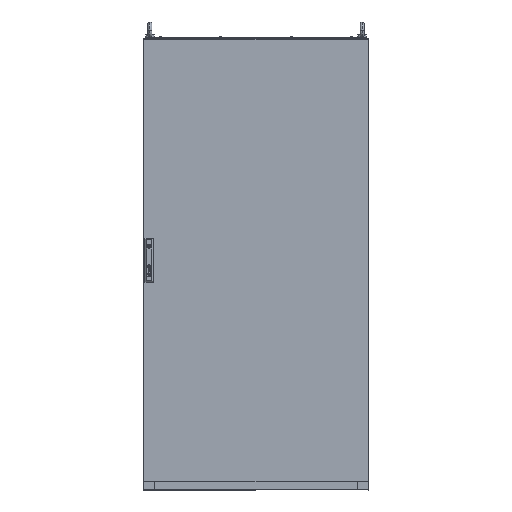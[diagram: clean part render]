
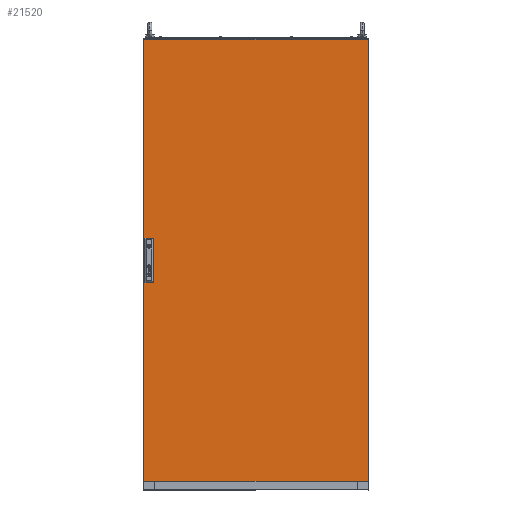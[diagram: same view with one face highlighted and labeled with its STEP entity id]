
A CAD part, top view. The second image highlights one B-rep face of the part: STEP entity #21520.
In plain terms, the highlighted planar face has unit normal (0, 0, 1).
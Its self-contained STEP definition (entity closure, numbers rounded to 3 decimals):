
#1383 = ORIENTED_EDGE ( 'NONE', *, *, #11856, .T. ) ;
#2720 = VECTOR ( 'NONE', #8668, 1000. ) ;
#3708 = EDGE_CURVE ( 'NONE', #31062, #42591, #143388, .T. ) ;
#3762 = ORIENTED_EDGE ( 'NONE', *, *, #92177, .F. ) ;
#4514 = CARTESIAN_POINT ( 'NONE',  ( -397., 797., 0. ) ) ;
#7529 = CARTESIAN_POINT ( 'NONE',  ( -365.7, 38.5, 0. ) ) ;
#8506 = FACE_OUTER_BOUND ( 'NONE', #154028, .T. ) ;
#8668 = DIRECTION ( 'NONE',  ( -1., 0., 0. ) ) ;
#8684 = LINE ( 'NONE', #72310, #161488 ) ;
#11856 = EDGE_CURVE ( 'NONE', #105674, #94772, #8684, .T. ) ;
#13452 = DIRECTION ( 'NONE',  ( 0., 1., 0. ) ) ;
#13456 = LINE ( 'NONE', #63228, #122395 ) ;
#14958 = CARTESIAN_POINT ( 'NONE',  ( -365.7, -61.5, 0. ) ) ;
#18237 = LINE ( 'NONE', #7529, #69763 ) ;
#20199 = VECTOR ( 'NONE', #109851, 1000. ) ;
#20961 = CARTESIAN_POINT ( 'NONE',  ( -365.7, 88.5, 0. ) ) ;
#21520 = ADVANCED_FACE ( 'NONE', ( #60710, #120359, #8506 ), #46076, .T. ) ;
#21899 = CARTESIAN_POINT ( 'NONE',  ( -365.7, -11.5, 0. ) ) ;
#22225 = ORIENTED_EDGE ( 'NONE', *, *, #149702, .F. ) ;
#22399 = VERTEX_POINT ( 'NONE', #46795 ) ;
#23428 = VERTEX_POINT ( 'NONE', #71057 ) ;
#26503 = LINE ( 'NONE', #49374, #62001 ) ;
#26512 = LINE ( 'NONE', #37974, #138211 ) ;
#26940 = CARTESIAN_POINT ( 'NONE',  ( -390.7, -61.5, 0. ) ) ;
#27809 = EDGE_CURVE ( 'NONE', #95758, #31062, #37983, .T. ) ;
#31062 = VERTEX_POINT ( 'NONE', #53794 ) ;
#37458 = VECTOR ( 'NONE', #101538, 1000. ) ;
#37966 = DIRECTION ( 'NONE',  ( 0., -1., 0. ) ) ;
#37974 = CARTESIAN_POINT ( 'NONE',  ( -365.7, -61.5, 0. ) ) ;
#37983 = LINE ( 'NONE', #40404, #113889 ) ;
#40281 = VECTOR ( 'NONE', #134526, 1000. ) ;
#40404 = CARTESIAN_POINT ( 'NONE',  ( -365.7, 38.5, 0. ) ) ;
#42591 = VERTEX_POINT ( 'NONE', #91375 ) ;
#45877 = AXIS2_PLACEMENT_3D ( 'NONE', #59111, #147259, #83687 ) ;
#46076 = PLANE ( 'NONE',  #45877 ) ;
#46795 = CARTESIAN_POINT ( 'NONE',  ( -390.7, -11.5, 0. ) ) ;
#48772 = ORIENTED_EDGE ( 'NONE', *, *, #111167, .T. ) ;
#49374 = CARTESIAN_POINT ( 'NONE',  ( -390.7, 38.5, 0. ) ) ;
#51699 = LINE ( 'NONE', #61535, #37458 ) ;
#52144 = VERTEX_POINT ( 'NONE', #26940 ) ;
#53794 = CARTESIAN_POINT ( 'NONE',  ( -365.7, 88.5, 0. ) ) ;
#54117 = ORIENTED_EDGE ( 'NONE', *, *, #3708, .F. ) ;
#54903 = CARTESIAN_POINT ( 'NONE',  ( -397., -770., 0. ) ) ;
#59111 = CARTESIAN_POINT ( 'NONE',  ( 0., 0., 0. ) ) ;
#60179 = VERTEX_POINT ( 'NONE', #131068 ) ;
#60237 = CARTESIAN_POINT ( 'NONE',  ( -365.7, -11.5, 0. ) ) ;
#60330 = ORIENTED_EDGE ( 'NONE', *, *, #92913, .T. ) ;
#60710 = FACE_BOUND ( 'NONE', #71095, .T. ) ;
#61535 = CARTESIAN_POINT ( 'NONE',  ( -397., 797., 0. ) ) ;
#62001 = VECTOR ( 'NONE', #37966, 1000. ) ;
#63228 = CARTESIAN_POINT ( 'NONE',  ( -397., 797., 0. ) ) ;
#67835 = CARTESIAN_POINT ( 'NONE',  ( -365.7, 38.5, 0. ) ) ;
#68712 = ORIENTED_EDGE ( 'NONE', *, *, #70687, .T. ) ;
#69346 = VERTEX_POINT ( 'NONE', #4514 ) ;
#69763 = VECTOR ( 'NONE', #132455, 1000. ) ;
#70687 = EDGE_CURVE ( 'NONE', #69346, #105674, #51699, .T. ) ;
#71057 = CARTESIAN_POINT ( 'NONE',  ( 397., 797., 0. ) ) ;
#71095 = EDGE_LOOP ( 'NONE', ( #3762, #54117, #92802, #80707 ) ) ;
#72310 = CARTESIAN_POINT ( 'NONE',  ( -397., -770., 0. ) ) ;
#78678 = LINE ( 'NONE', #117807, #121099 ) ;
#78897 = EDGE_CURVE ( 'NONE', #22399, #52144, #78678, .T. ) ;
#80310 = ORIENTED_EDGE ( 'NONE', *, *, #139778, .F. ) ;
#80707 = ORIENTED_EDGE ( 'NONE', *, *, #81804, .F. ) ;
#80730 = VERTEX_POINT ( 'NONE', #14958 ) ;
#81804 = EDGE_CURVE ( 'NONE', #60179, #95758, #18237, .T. ) ;
#82488 = CARTESIAN_POINT ( 'NONE',  ( 397., 797., 0. ) ) ;
#82618 = EDGE_LOOP ( 'NONE', ( #131355, #152749, #22225, #80310 ) ) ;
#83303 = DIRECTION ( 'NONE',  ( 0., 1., 0. ) ) ;
#83687 = DIRECTION ( 'NONE',  ( 1., 0., 0. ) ) ;
#86398 = LINE ( 'NONE', #60237, #40281 ) ;
#91005 = DIRECTION ( 'NONE',  ( 0., -1., 0. ) ) ;
#91375 = CARTESIAN_POINT ( 'NONE',  ( -390.7, 88.5, 0. ) ) ;
#92177 = EDGE_CURVE ( 'NONE', #42591, #60179, #26503, .T. ) ;
#92802 = ORIENTED_EDGE ( 'NONE', *, *, #27809, .F. ) ;
#92913 = EDGE_CURVE ( 'NONE', #23428, #69346, #13456, .T. ) ;
#94772 = VERTEX_POINT ( 'NONE', #118657 ) ;
#95204 = LINE ( 'NONE', #96804, #20199 ) ;
#95758 = VERTEX_POINT ( 'NONE', #67835 ) ;
#96804 = CARTESIAN_POINT ( 'NONE',  ( -365.7, -61.5, 0. ) ) ;
#100775 = DIRECTION ( 'NONE',  ( 0., 1., 0. ) ) ;
#101046 = EDGE_CURVE ( 'NONE', #101077, #22399, #86398, .T. ) ;
#101077 = VERTEX_POINT ( 'NONE', #21899 ) ;
#101538 = DIRECTION ( 'NONE',  ( 0., -1., 0. ) ) ;
#105674 = VERTEX_POINT ( 'NONE', #54903 ) ;
#107528 = DIRECTION ( 'NONE',  ( 1., 0., 0. ) ) ;
#109851 = DIRECTION ( 'NONE',  ( 1., 0., 0. ) ) ;
#111167 = EDGE_CURVE ( 'NONE', #94772, #23428, #144429, .T. ) ;
#113045 = DIRECTION ( 'NONE',  ( -1., 0., 0. ) ) ;
#113889 = VECTOR ( 'NONE', #13452, 1000. ) ;
#117807 = CARTESIAN_POINT ( 'NONE',  ( -390.7, -61.5, 0. ) ) ;
#118657 = CARTESIAN_POINT ( 'NONE',  ( 397., -770., 0. ) ) ;
#120359 = FACE_BOUND ( 'NONE', #82618, .T. ) ;
#121099 = VECTOR ( 'NONE', #91005, 1000. ) ;
#122395 = VECTOR ( 'NONE', #113045, 1000. ) ;
#131068 = CARTESIAN_POINT ( 'NONE',  ( -390.7, 38.5, 0. ) ) ;
#131355 = ORIENTED_EDGE ( 'NONE', *, *, #78897, .F. ) ;
#132455 = DIRECTION ( 'NONE',  ( 1., 0., 0. ) ) ;
#134526 = DIRECTION ( 'NONE',  ( -1., 0., 0. ) ) ;
#135832 = VECTOR ( 'NONE', #83303, 1000. ) ;
#138211 = VECTOR ( 'NONE', #100775, 1000. ) ;
#139778 = EDGE_CURVE ( 'NONE', #52144, #80730, #95204, .T. ) ;
#143388 = LINE ( 'NONE', #20961, #2720 ) ;
#144429 = LINE ( 'NONE', #82488, #135832 ) ;
#147259 = DIRECTION ( 'NONE',  ( 0., 0., 1. ) ) ;
#149702 = EDGE_CURVE ( 'NONE', #80730, #101077, #26512, .T. ) ;
#152749 = ORIENTED_EDGE ( 'NONE', *, *, #101046, .F. ) ;
#154028 = EDGE_LOOP ( 'NONE', ( #68712, #1383, #48772, #60330 ) ) ;
#161488 = VECTOR ( 'NONE', #107528, 1000. ) ;
